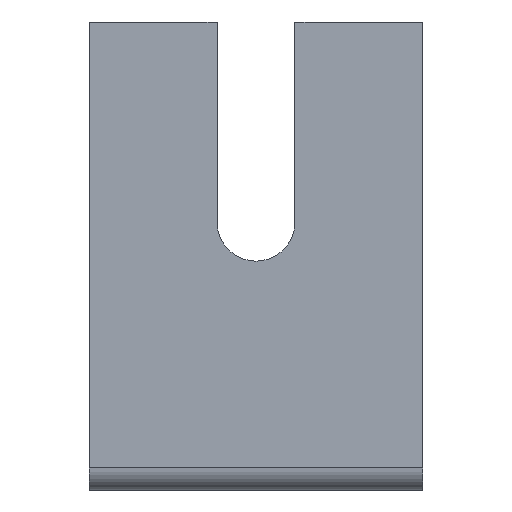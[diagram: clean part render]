
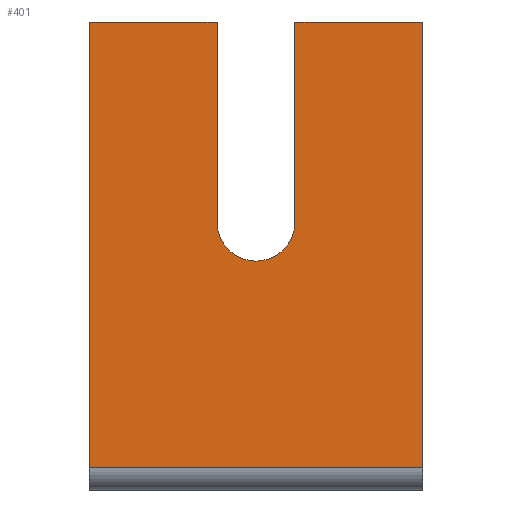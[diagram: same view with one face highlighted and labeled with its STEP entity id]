
A CAD part, front view. The second image highlights one B-rep face of the part: STEP entity #401.
In plain terms, the highlighted planar face has unit normal (0, -1, 0).
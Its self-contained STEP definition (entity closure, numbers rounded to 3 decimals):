
#28 = ORIENTED_EDGE ( 'NONE', *, *, #307, .F. ) ;
#34 = VECTOR ( 'NONE', #456, 1000. ) ;
#37 = VERTEX_POINT ( 'NONE', #586 ) ;
#46 = ORIENTED_EDGE ( 'NONE', *, *, #324, .F. ) ;
#49 = EDGE_LOOP ( 'NONE', ( #77, #111, #80, #221, #57, #144, #28, #46 ) ) ;
#57 = ORIENTED_EDGE ( 'NONE', *, *, #353, .F. ) ;
#65 = CIRCLE ( 'NONE', #335, 3.5 ) ;
#77 = ORIENTED_EDGE ( 'NONE', *, *, #349, .F. ) ;
#80 = ORIENTED_EDGE ( 'NONE', *, *, #310, .F. ) ;
#93 = VECTOR ( 'NONE', #483, 1000. ) ;
#111 = ORIENTED_EDGE ( 'NONE', *, *, #375, .F. ) ;
#131 = LINE ( 'NONE', #625, #93 ) ;
#143 = VERTEX_POINT ( 'NONE', #453 ) ;
#144 = ORIENTED_EDGE ( 'NONE', *, *, #325, .F. ) ;
#169 = VECTOR ( 'NONE', #440, 1000. ) ;
#174 = VERTEX_POINT ( 'NONE', #552 ) ;
#178 = LINE ( 'NONE', #481, #34 ) ;
#189 = FACE_OUTER_BOUND ( 'NONE', #49, .T. ) ;
#204 = VERTEX_POINT ( 'NONE', #623 ) ;
#221 = ORIENTED_EDGE ( 'NONE', *, *, #330, .F. ) ;
#227 = LINE ( 'NONE', #471, #295 ) ;
#229 = VECTOR ( 'NONE', #447, 1000. ) ;
#230 = VERTEX_POINT ( 'NONE', #565 ) ;
#243 = VECTOR ( 'NONE', #539, 1000. ) ;
#244 = VERTEX_POINT ( 'NONE', #468 ) ;
#255 = LINE ( 'NONE', #591, #261 ) ;
#256 = LINE ( 'NONE', #452, #229 ) ;
#261 = VECTOR ( 'NONE', #592, 1000. ) ;
#272 = LINE ( 'NONE', #583, #169 ) ;
#286 = VERTEX_POINT ( 'NONE', #635 ) ;
#293 = VERTEX_POINT ( 'NONE', #608 ) ;
#295 = VECTOR ( 'NONE', #629, 1000. ) ;
#298 = LINE ( 'NONE', #451, #243 ) ;
#307 = EDGE_CURVE ( 'NONE', #37, #293, #255, .T. ) ;
#310 = EDGE_CURVE ( 'NONE', #204, #286, #227, .T. ) ;
#324 = EDGE_CURVE ( 'NONE', #244, #37, #131, .T. ) ;
#325 = EDGE_CURVE ( 'NONE', #293, #174, #256, .T. ) ;
#330 = EDGE_CURVE ( 'NONE', #230, #204, #298, .T. ) ;
#335 = AXIS2_PLACEMENT_3D ( 'NONE', #521, #475, #547 ) ;
#349 = EDGE_CURVE ( 'NONE', #143, #244, #178, .T. ) ;
#353 = EDGE_CURVE ( 'NONE', #174, #230, #65, .T. ) ;
#375 = EDGE_CURVE ( 'NONE', #286, #143, #272, .T. ) ;
#391 = AXIS2_PLACEMENT_3D ( 'NONE', #511, #538, #601 ) ;
#401 = ADVANCED_FACE ( 'NONE', ( #189 ), #455, .F. ) ;
#440 = DIRECTION ( 'NONE',  ( 0., 0., -1. ) ) ;
#447 = DIRECTION ( 'NONE',  ( 0., 0., -1. ) ) ;
#451 = CARTESIAN_POINT ( 'NONE',  ( 3.5, -1., 41.25 ) ) ;
#452 = CARTESIAN_POINT ( 'NONE',  ( -3.5, -1., 23.25 ) ) ;
#453 = CARTESIAN_POINT ( 'NONE',  ( 15., -1., 1.178 ) ) ;
#455 = PLANE ( 'NONE',  #391 ) ;
#456 = DIRECTION ( 'NONE',  ( -1., 0., 0. ) ) ;
#468 = CARTESIAN_POINT ( 'NONE',  ( -15., -1., 1.178 ) ) ;
#471 = CARTESIAN_POINT ( 'NONE',  ( 15., -1., 41.25 ) ) ;
#475 = DIRECTION ( 'NONE',  ( 0., -1., 0. ) ) ;
#481 = CARTESIAN_POINT ( 'NONE',  ( 0., -1., 1.178 ) ) ;
#483 = DIRECTION ( 'NONE',  ( 0., 0., 1. ) ) ;
#511 = CARTESIAN_POINT ( 'NONE',  ( 0., -1., -12.85 ) ) ;
#521 = CARTESIAN_POINT ( 'NONE',  ( 0., -1., 23.25 ) ) ;
#538 = DIRECTION ( 'NONE',  ( 0., 1., 0. ) ) ;
#539 = DIRECTION ( 'NONE',  ( 0., 0., 1. ) ) ;
#547 = DIRECTION ( 'NONE',  ( 0., 0., 1. ) ) ;
#552 = CARTESIAN_POINT ( 'NONE',  ( -3.5, -1., 23.25 ) ) ;
#565 = CARTESIAN_POINT ( 'NONE',  ( 3.5, -1., 23.25 ) ) ;
#583 = CARTESIAN_POINT ( 'NONE',  ( 15., -1., -12.85 ) ) ;
#586 = CARTESIAN_POINT ( 'NONE',  ( -15., -1., 41.25 ) ) ;
#591 = CARTESIAN_POINT ( 'NONE',  ( -3.5, -1., 41.25 ) ) ;
#592 = DIRECTION ( 'NONE',  ( 1., 0., 0. ) ) ;
#601 = DIRECTION ( 'NONE',  ( 0., 0., 1. ) ) ;
#608 = CARTESIAN_POINT ( 'NONE',  ( -3.5, -1., 41.25 ) ) ;
#623 = CARTESIAN_POINT ( 'NONE',  ( 3.5, -1., 41.25 ) ) ;
#625 = CARTESIAN_POINT ( 'NONE',  ( -15., -1., 41.25 ) ) ;
#629 = DIRECTION ( 'NONE',  ( 1., 0., 0. ) ) ;
#635 = CARTESIAN_POINT ( 'NONE',  ( 15., -1., 41.25 ) ) ;
